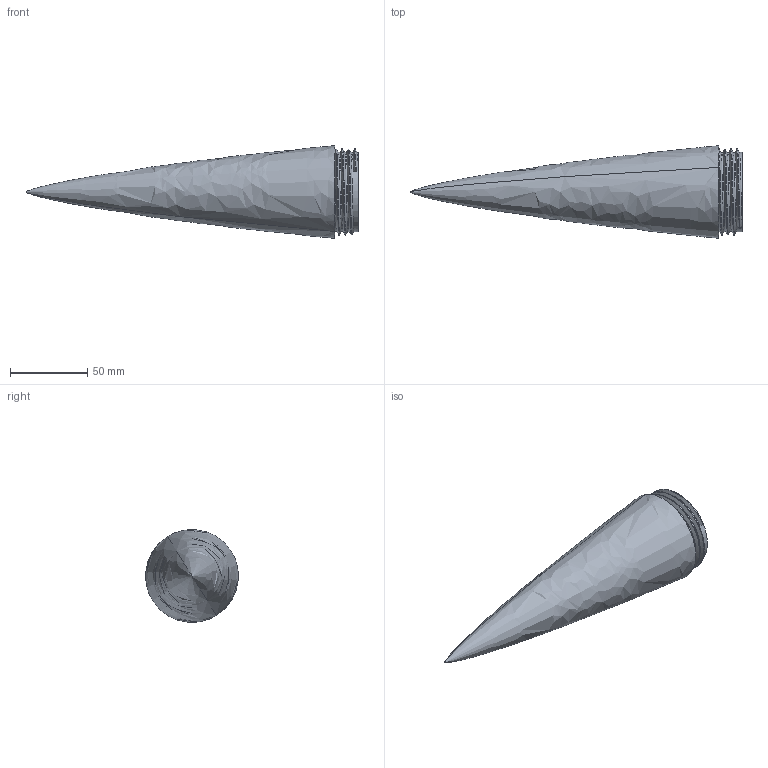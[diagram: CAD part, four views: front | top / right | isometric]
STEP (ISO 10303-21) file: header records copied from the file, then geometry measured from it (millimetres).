
FILE_DESCRIPTION (( 'STEP AP214' ), '1' );
FILE_NAME ('Nose Cone Top.STEP', '2024-07-30T16:53:49', ( '' ), ( '' ), 'SwSTEP 2.0', 'SolidWorks 2024', '' );
FILE_SCHEMA (( 'AUTOMOTIVE_DESIGN' ));
Length unit declared in the file: centimetre
Products named in the file (2): Nose Cone Top
Assembly tree (1 placements, depth 2):
  Nose Cone Top
    Nose Cone Top
Bounding box: 215 x 60.07 x 60.07 mm (x, y, z)
Volume: 104449 mm3; surface area: 46705.3 mm2
Topology: 1 solids, 1 shells, 30 faces, 79 edges, 49 vertices
Faces by surface type: cylinder 14, torus 7, bspline 5, plane 4
Entity records: 2577 total; most frequent: CARTESIAN_POINT 1900, ORIENTED_EDGE 150, DIRECTION 117, EDGE_CURVE 75, AXIS2_PLACEMENT_3D 49, VERTEX_POINT 49, EDGE_LOOP 32, ADVANCED_FACE 30
